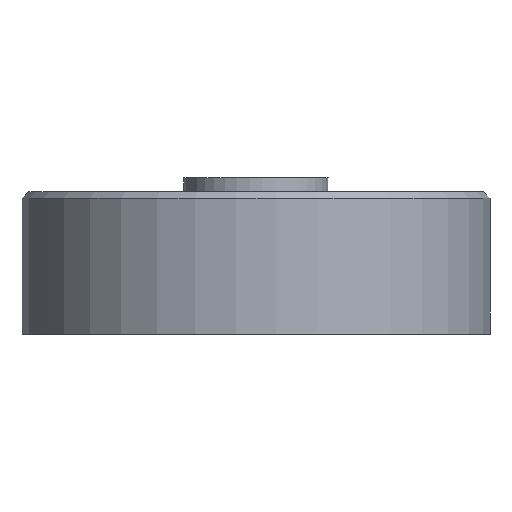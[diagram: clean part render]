
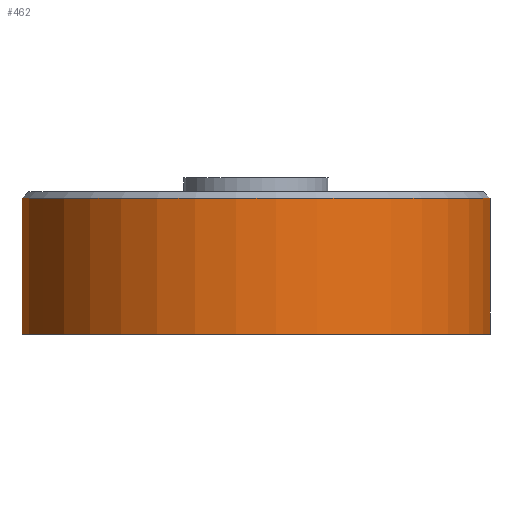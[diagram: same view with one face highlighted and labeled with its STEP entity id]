
A CAD part, left-side view. The second image highlights one B-rep face of the part: STEP entity #462.
In plain terms, the highlighted cylindrical face has radius 52.324 mm (diameter 104.648 mm), a full revolution.
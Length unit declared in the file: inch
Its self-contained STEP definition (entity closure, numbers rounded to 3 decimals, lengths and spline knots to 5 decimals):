
#399=CARTESIAN_POINT('',(0.0,0.,-0.06));
#400=DIRECTION('',(0.0,0.0,-1.0));
#401=DIRECTION('',(1.0,0.0,0.0));
#402=AXIS2_PLACEMENT_3D('',#399,#400,#401);
#403=CYLINDRICAL_SURFACE('',#402,2.06);
#404=CARTESIAN_POINT('',(-2.06,0.,0.505));
#405=VERTEX_POINT('',#404);
#406=CARTESIAN_POINT('',(0.0,0.,0.505));
#407=DIRECTION('',(0.0,0.0,1.0));
#408=DIRECTION('',(-1.0,0.0,0.0));
#409=AXIS2_PLACEMENT_3D('',#406,#407,#408);
#410=CIRCLE('',#409,2.06);
#411=EDGE_CURVE('',#405,#405,#410,.T.);
#412=ORIENTED_EDGE('',*,*,#411,.F.);
#413=EDGE_LOOP('',(#412));
#414=FACE_OUTER_BOUND('',#413,.T.);
#415=CARTESIAN_POINT('',(-1.05812,-1.76748,-0.555));
#416=VERTEX_POINT('',#415);
#417=CARTESIAN_POINT('',(-1.76748,-1.05812,-0.555));
#418=VERTEX_POINT('',#417);
#419=CARTESIAN_POINT('',(0.0,0.,-0.555));
#420=DIRECTION('',(0.0,0.0,-1.0));
#421=DIRECTION('',(1.0,0.0,0.0));
#422=AXIS2_PLACEMENT_3D('',#419,#420,#421);
#423=CIRCLE('',#422,2.06);
#424=EDGE_CURVE('',#416,#418,#423,.T.);
#425=ORIENTED_EDGE('',*,*,#424,.T.);
#426=CARTESIAN_POINT('',(-1.76748,-1.05812,0.445));
#427=VERTEX_POINT('',#426);
#428=CARTESIAN_POINT('',(-1.76748,-1.05812,-0.555));
#429=DIRECTION('',(0.0,0.0,1.0));
#430=VECTOR('',#429,1.0);
#431=LINE('',#428,#430);
#432=EDGE_CURVE('',#418,#427,#431,.T.);
#433=ORIENTED_EDGE('',*,*,#432,.T.);
#434=CARTESIAN_POINT('',(-1.05812,-1.76748,0.445));
#435=VERTEX_POINT('',#434);
#436=CARTESIAN_POINT('',(0.0,0.,0.445));
#437=DIRECTION('',(0.0,0.0,1.0));
#438=DIRECTION('',(1.0,0.0,0.0));
#439=AXIS2_PLACEMENT_3D('',#436,#437,#438);
#440=CIRCLE('',#439,2.06);
#441=EDGE_CURVE('',#427,#435,#440,.T.);
#442=ORIENTED_EDGE('',*,*,#441,.T.);
#443=CARTESIAN_POINT('',(-1.05812,-1.76748,0.445));
#444=DIRECTION('',(0.0,0.0,-1.0));
#445=VECTOR('',#444,1.0);
#446=LINE('',#443,#445);
#447=EDGE_CURVE('',#435,#416,#446,.T.);
#448=ORIENTED_EDGE('',*,*,#447,.T.);
#449=EDGE_LOOP('',(#425,#433,#442,#448));
#450=FACE_BOUND('',#449,.T.);
#451=CARTESIAN_POINT('',(-2.06,0.,-0.685));
#452=VERTEX_POINT('',#451);
#453=CARTESIAN_POINT('',(0.0,0.,-0.685));
#454=DIRECTION('',(0.0,0.0,-1.0));
#455=DIRECTION('',(1.0,0.0,0.0));
#456=AXIS2_PLACEMENT_3D('',#453,#454,#455);
#457=CIRCLE('',#456,2.06);
#458=EDGE_CURVE('',#452,#452,#457,.T.);
#459=ORIENTED_EDGE('',*,*,#458,.F.);
#460=EDGE_LOOP('',(#459));
#461=FACE_BOUND('',#460,.T.);
#462=ADVANCED_FACE('',(#414,#450,#461),#403,.T.);
